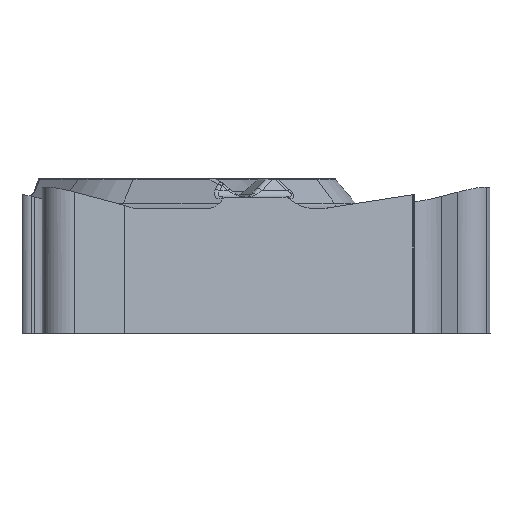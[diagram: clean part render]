
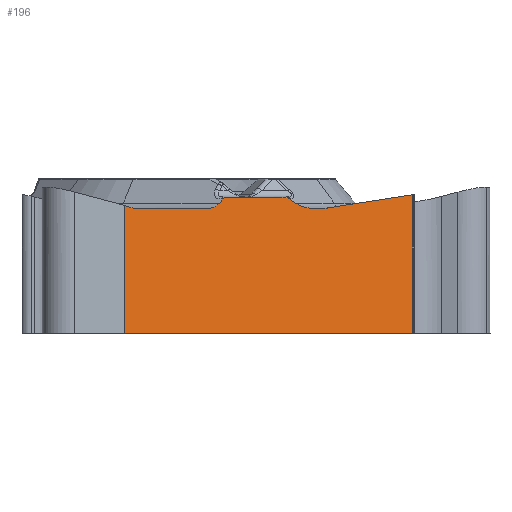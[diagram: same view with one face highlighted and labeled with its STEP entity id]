
A CAD part, front view. The second image highlights one B-rep face of the part: STEP entity #196.
In plain terms, the highlighted planar face has unit normal (0.5, -0.866, 0).
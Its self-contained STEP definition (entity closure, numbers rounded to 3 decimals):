
#196=ADVANCED_FACE('',(#444),#394,.F.);
#394=PLANE('',#3316);
#444=FACE_OUTER_BOUND('',#636,.T.);
#636=EDGE_LOOP('',(#1067,#1068,#1069,#1070,#1071,#1072,#1073,#1074,#1075,
#1076,#1077,#1078,#1079,#1080,#1081,#1082));
#840=CIRCLE('',#3315,0.415);
#978=ELLIPSE('',#3310,0.83,0.415);
#979=ELLIPSE('',#3311,0.83,0.415);
#980=ELLIPSE('',#3312,0.3,0.15);
#981=ELLIPSE('',#3313,0.177,0.15);
#982=ELLIPSE('',#3314,0.489,0.415);
#1067=ORIENTED_EDGE('',*,*,#2321,.F.);
#1068=ORIENTED_EDGE('',*,*,#2322,.T.);
#1069=ORIENTED_EDGE('',*,*,#2323,.F.);
#1070=ORIENTED_EDGE('',*,*,#2324,.T.);
#1071=ORIENTED_EDGE('',*,*,#2325,.T.);
#1072=ORIENTED_EDGE('',*,*,#2326,.F.);
#1073=ORIENTED_EDGE('',*,*,#2327,.T.);
#1074=ORIENTED_EDGE('',*,*,#2328,.T.);
#1075=ORIENTED_EDGE('',*,*,#2329,.F.);
#1076=ORIENTED_EDGE('',*,*,#2330,.T.);
#1077=ORIENTED_EDGE('',*,*,#2331,.F.);
#1078=ORIENTED_EDGE('',*,*,#2332,.T.);
#1079=ORIENTED_EDGE('',*,*,#2333,.T.);
#1080=ORIENTED_EDGE('',*,*,#2334,.F.);
#1081=ORIENTED_EDGE('',*,*,#2335,.T.);
#1082=ORIENTED_EDGE('',*,*,#2336,.T.);
#2031=VERTEX_POINT('',#4980);
#2032=VERTEX_POINT('',#4981);
#2033=VERTEX_POINT('',#4983);
#2034=VERTEX_POINT('',#4985);
#2035=VERTEX_POINT('',#4987);
#2036=VERTEX_POINT('',#4989);
#2037=VERTEX_POINT('',#4991);
#2038=VERTEX_POINT('',#4993);
#2039=VERTEX_POINT('',#4995);
#2040=VERTEX_POINT('',#4997);
#2041=VERTEX_POINT('',#4999);
#2042=VERTEX_POINT('',#5001);
#2043=VERTEX_POINT('',#5003);
#2044=VERTEX_POINT('',#5005);
#2045=VERTEX_POINT('',#5007);
#2046=VERTEX_POINT('',#5009);
#2321=EDGE_CURVE('',#2031,#2032,#2797,.T.);
#2322=EDGE_CURVE('',#2031,#2033,#2798,.T.);
#2323=EDGE_CURVE('',#2034,#2033,#2799,.T.);
#2324=EDGE_CURVE('',#2034,#2035,#2800,.T.);
#2325=EDGE_CURVE('',#2035,#2036,#978,.T.);
#2326=EDGE_CURVE('',#2037,#2036,#2801,.T.);
#2327=EDGE_CURVE('',#2037,#2038,#979,.T.);
#2328=EDGE_CURVE('',#2038,#2039,#2802,.T.);
#2329=EDGE_CURVE('',#2040,#2039,#980,.T.);
#2330=EDGE_CURVE('',#2040,#2041,#2803,.T.);
#2331=EDGE_CURVE('',#2042,#2041,#981,.T.);
#2332=EDGE_CURVE('',#2042,#2043,#2804,.T.);
#2333=EDGE_CURVE('',#2043,#2044,#982,.T.);
#2334=EDGE_CURVE('',#2045,#2044,#2805,.T.);
#2335=EDGE_CURVE('',#2045,#2046,#840,.T.);
#2336=EDGE_CURVE('',#2046,#2032,#2806,.T.);
#2797=LINE('',#4979,#3013);
#2798=LINE('',#4982,#3014);
#2799=LINE('',#4984,#3015);
#2800=LINE('',#4986,#3016);
#2801=LINE('',#4990,#3017);
#2802=LINE('',#4994,#3018);
#2803=LINE('',#4998,#3019);
#2804=LINE('',#5002,#3020);
#2805=LINE('',#5006,#3021);
#2806=LINE('',#5010,#3022);
#3013=VECTOR('',#3692,1.);
#3014=VECTOR('',#3693,1.);
#3015=VECTOR('',#3694,1.);
#3016=VECTOR('',#3695,1.);
#3017=VECTOR('',#3698,1.);
#3018=VECTOR('',#3701,1.);
#3019=VECTOR('',#3704,1.);
#3020=VECTOR('',#3707,1.);
#3021=VECTOR('',#3710,1.);
#3022=VECTOR('',#3713,1.);
#3310=AXIS2_PLACEMENT_3D('',#4988,#3696,#3697);
#3311=AXIS2_PLACEMENT_3D('',#4992,#3699,#3700);
#3312=AXIS2_PLACEMENT_3D('',#4996,#3702,#3703);
#3313=AXIS2_PLACEMENT_3D('',#5000,#3705,#3706);
#3314=AXIS2_PLACEMENT_3D('',#5004,#3708,#3709);
#3315=AXIS2_PLACEMENT_3D('',#5008,#3711,#3712);
#3316=AXIS2_PLACEMENT_3D('',#5011,#3714,#3715);
#3692=DIRECTION('',(0.,0.,1.));
#3693=DIRECTION('',(0.866,0.5,0.));
#3694=DIRECTION('',(0.,0.,-1.));
#3695=DIRECTION('',(-0.858,-0.496,-0.133));
#3696=DIRECTION('',(-0.5,0.866,0.));
#3697=DIRECTION('',(-0.866,-0.5,0.));
#3698=DIRECTION('',(0.866,0.5,0.));
#3699=DIRECTION('',(-0.5,0.866,0.));
#3700=DIRECTION('',(0.866,0.5,0.));
#3701=DIRECTION('',(-0.744,-0.43,0.512));
#3702=DIRECTION('',(-0.5,0.866,0.));
#3703=DIRECTION('',(0.866,0.5,0.));
#3704=DIRECTION('',(-0.866,-0.5,0.));
#3705=DIRECTION('',(-0.5,0.866,0.));
#3706=DIRECTION('',(-0.866,-0.5,0.));
#3707=DIRECTION('',(-0.609,-0.352,-0.711));
#3708=DIRECTION('',(-0.5,0.866,0.));
#3709=DIRECTION('',(0.866,0.5,0.));
#3710=DIRECTION('',(0.866,0.5,0.));
#3711=DIRECTION('',(-0.5,0.866,0.));
#3712=DIRECTION('',(0.,0.,-1.));
#3713=DIRECTION('',(-0.837,-0.483,0.259));
#3714=DIRECTION('',(-0.5,0.866,0.));
#3715=DIRECTION('',(0.,0.,-1.));
#4979=CARTESIAN_POINT('',(-1.988,-6.647,0.));
#4980=CARTESIAN_POINT('',(-1.988,-6.647,-3.97));
#4981=CARTESIAN_POINT('',(-1.988,-6.647,-0.497));
#4982=CARTESIAN_POINT('',(-0.367,-5.711,-3.97));
#4983=CARTESIAN_POINT('',(5.841,-2.127,-3.97));
#4984=CARTESIAN_POINT('',(5.841,-2.127,0.));
#4985=CARTESIAN_POINT('',(5.841,-2.127,-0.208));
#4986=CARTESIAN_POINT('',(-0.233,-5.634,-1.148));
#4987=CARTESIAN_POINT('',(3.499,-3.479,-0.571));
#4988=CARTESIAN_POINT('',(3.313,-3.587,-0.17));
#4989=CARTESIAN_POINT('',(3.313,-3.587,-0.585));
#4990=CARTESIAN_POINT('',(-0.367,-5.711,-0.585));
#4991=CARTESIAN_POINT('',(3.2,-3.652,-0.585));
#4992=CARTESIAN_POINT('',(3.2,-3.652,-0.17));
#4993=CARTESIAN_POINT('',(2.65,-3.969,-0.437));
#4994=CARTESIAN_POINT('',(0.257,-5.351,1.209));
#4995=CARTESIAN_POINT('',(2.485,-4.064,-0.324));
#4996=CARTESIAN_POINT('',(2.286,-4.179,-0.42));
#4997=CARTESIAN_POINT('',(2.286,-4.179,-0.27));
#4998=CARTESIAN_POINT('',(5.129,-2.538,-0.27));
#4999=CARTESIAN_POINT('',(0.803,-5.036,-0.27));
#5000=CARTESIAN_POINT('',(0.803,-5.036,-0.42));
#5001=CARTESIAN_POINT('',(0.685,-5.104,-0.324));
#5002=CARTESIAN_POINT('',(3.024,-3.754,2.405));
#5003=CARTESIAN_POINT('',(0.588,-5.16,-0.437));
#5004=CARTESIAN_POINT('',(0.264,-5.347,-0.17));
#5005=CARTESIAN_POINT('',(0.264,-5.347,-0.585));
#5006=CARTESIAN_POINT('',(5.129,-2.538,-0.585));
#5007=CARTESIAN_POINT('',(-1.656,-6.456,-0.585));
#5008=CARTESIAN_POINT('',(-1.656,-6.456,-0.17));
#5009=CARTESIAN_POINT('',(-1.749,-6.509,-0.571));
#5010=CARTESIAN_POINT('',(4.545,-2.875,-2.518));
#5011=CARTESIAN_POINT('',(-0.367,-5.711,0.));
